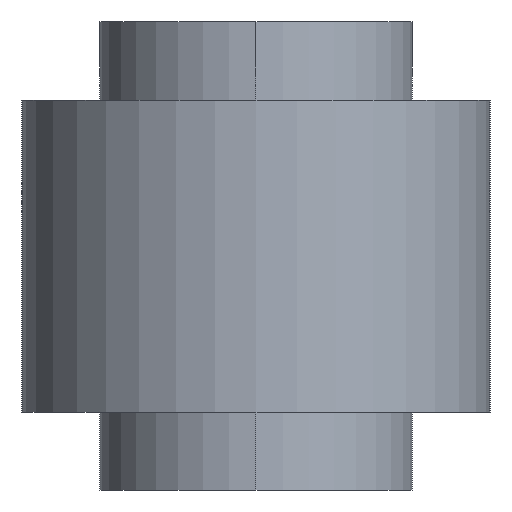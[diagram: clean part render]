
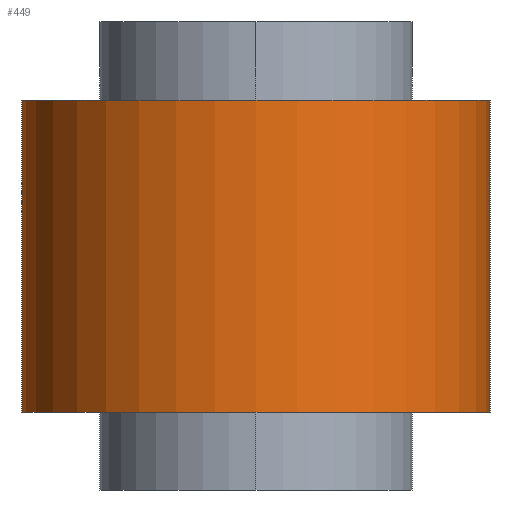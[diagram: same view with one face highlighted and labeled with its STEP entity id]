
A CAD part, left-side view. The second image highlights one B-rep face of the part: STEP entity #449.
In plain terms, the highlighted cylindrical face has radius 30 mm (diameter 60 mm), a partial arc.
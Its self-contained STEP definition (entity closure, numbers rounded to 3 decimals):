
#6 = CARTESIAN_POINT ( 'NONE',  ( -300., 0., -40. ) ) ;
#9 = EDGE_LOOP ( 'NONE', ( #204, #208, #122, #433 ) ) ;
#41 = DIRECTION ( 'NONE',  ( 0., 0., 1. ) ) ;
#46 = VERTEX_POINT ( 'NONE', #407 ) ;
#94 = DIRECTION ( 'NONE',  ( 0., 0., 1. ) ) ;
#96 = VECTOR ( 'NONE', #482, 1000. ) ;
#100 = FACE_OUTER_BOUND ( 'NONE', #9, .T. ) ;
#106 = CARTESIAN_POINT ( 'NONE',  ( -300., 60., 0. ) ) ;
#111 = CARTESIAN_POINT ( 'NONE',  ( -300., 30., -40. ) ) ;
#122 = ORIENTED_EDGE ( 'NONE', *, *, #500, .T. ) ;
#140 = CIRCLE ( 'NONE', #335, 30. ) ;
#142 = CARTESIAN_POINT ( 'NONE',  ( -300., 30., -40. ) ) ;
#174 = VERTEX_POINT ( 'NONE', #106 ) ;
#184 = VECTOR ( 'NONE', #94, 1000. ) ;
#189 = CARTESIAN_POINT ( 'NONE',  ( -300., 0., -40. ) ) ;
#190 = LINE ( 'NONE', #6, #96 ) ;
#196 = DIRECTION ( 'NONE',  ( 1., 0., 0. ) ) ;
#201 = AXIS2_PLACEMENT_3D ( 'NONE', #393, #41, #196 ) ;
#204 = ORIENTED_EDGE ( 'NONE', *, *, #505, .F. ) ;
#208 = ORIENTED_EDGE ( 'NONE', *, *, #344, .F. ) ;
#219 = CYLINDRICAL_SURFACE ( 'NONE', #479, 30. ) ;
#271 = DIRECTION ( 'NONE',  ( 0., 0., 1. ) ) ;
#288 = VERTEX_POINT ( 'NONE', #189 ) ;
#316 = VERTEX_POINT ( 'NONE', #388 ) ;
#326 = CARTESIAN_POINT ( 'NONE',  ( -300., 60., -40. ) ) ;
#335 = AXIS2_PLACEMENT_3D ( 'NONE', #111, #271, #434 ) ;
#337 = DIRECTION ( 'NONE',  ( 0., 0., 1. ) ) ;
#344 = EDGE_CURVE ( 'NONE', #316, #174, #447, .T. ) ;
#388 = CARTESIAN_POINT ( 'NONE',  ( -300., 60., -40. ) ) ;
#393 = CARTESIAN_POINT ( 'NONE',  ( -300., 30., 0. ) ) ;
#407 = CARTESIAN_POINT ( 'NONE',  ( -300., 0., 0. ) ) ;
#428 = CIRCLE ( 'NONE', #201, 30. ) ;
#433 = ORIENTED_EDGE ( 'NONE', *, *, #464, .T. ) ;
#434 = DIRECTION ( 'NONE',  ( 1., 0., 0. ) ) ;
#447 = LINE ( 'NONE', #326, #184 ) ;
#449 = ADVANCED_FACE ( 'NONE', ( #100 ), #219, .T. ) ;
#464 = EDGE_CURVE ( 'NONE', #288, #46, #190, .T. ) ;
#479 = AXIS2_PLACEMENT_3D ( 'NONE', #142, #337, #502 ) ;
#482 = DIRECTION ( 'NONE',  ( 0., 0., 1. ) ) ;
#500 = EDGE_CURVE ( 'NONE', #316, #288, #140, .T. ) ;
#502 = DIRECTION ( 'NONE',  ( 1., 0., 0. ) ) ;
#505 = EDGE_CURVE ( 'NONE', #174, #46, #428, .T. ) ;
